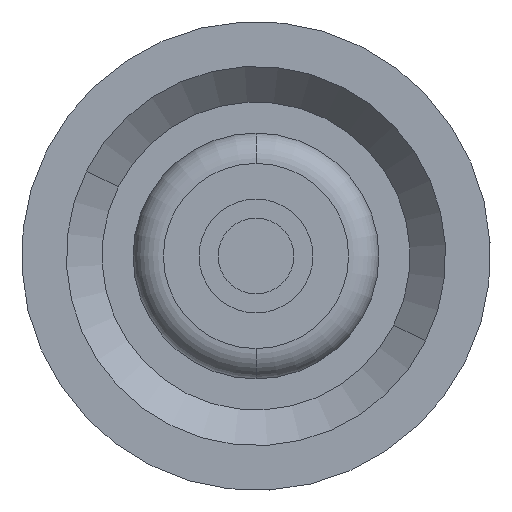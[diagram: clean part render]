
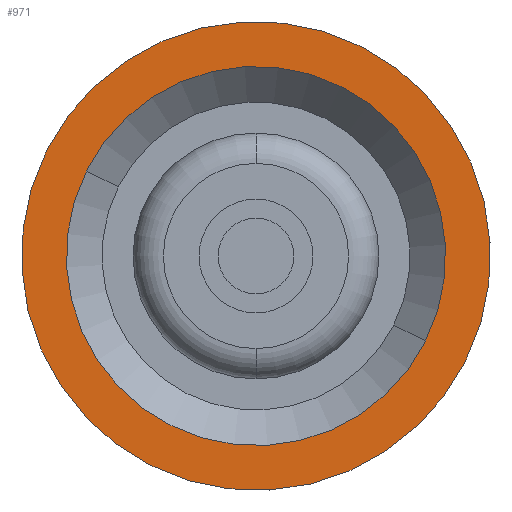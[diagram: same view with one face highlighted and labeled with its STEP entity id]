
A CAD part, front view. The second image highlights one B-rep face of the part: STEP entity #971.
In plain terms, the highlighted planar face has unit normal (0, -1, 0).
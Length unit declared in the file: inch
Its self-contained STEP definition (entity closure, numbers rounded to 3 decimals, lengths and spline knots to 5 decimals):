
#5 = VERTEX_POINT ( 'NONE', #803 ) ;
#20 = DIRECTION ( 'NONE',  ( 0.894, 0., -0.448 ) ) ;
#21 = ORIENTED_EDGE ( 'NONE', *, *, #810, .T. ) ;
#25 = CARTESIAN_POINT ( 'NONE',  ( 0., -0.145, 0. ) ) ;
#28 = DIRECTION ( 'NONE',  ( 0., -1., 0. ) ) ;
#47 = CIRCLE ( 'NONE', #846, 0.1545 ) ;
#65 = CARTESIAN_POINT ( 'NONE',  ( 0.05603, -0.145, 0.11174 ) ) ;
#78 = DIRECTION ( 'NONE',  ( -0.894, 0., 0.448 ) ) ;
#125 = CARTESIAN_POINT ( 'NONE',  ( 0., -0.145, 0. ) ) ;
#185 = VERTEX_POINT ( 'NONE', #942 ) ;
#255 = DIRECTION ( 'NONE',  ( 0., -1., 0. ) ) ;
#259 = CIRCLE ( 'NONE', #748, 0.125 ) ;
#263 = VERTEX_POINT ( 'NONE', #714 ) ;
#270 = ORIENTED_EDGE ( 'NONE', *, *, #711, .F. ) ;
#282 = EDGE_CURVE ( 'NONE', #185, #1000, #259, .T. ) ;
#295 = DIRECTION ( 'NONE',  ( 0.894, 0., -0.448 ) ) ;
#298 = FACE_OUTER_BOUND ( 'NONE', #420, .T. ) ;
#311 = AXIS2_PLACEMENT_3D ( 'NONE', #65, #805, #78 ) ;
#338 = DIRECTION ( 'NONE',  ( 0.894, 0., -0.448 ) ) ;
#371 = AXIS2_PLACEMENT_3D ( 'NONE', #841, #255, #338 ) ;
#373 = CIRCLE ( 'NONE', #371, 0.125 ) ;
#420 = EDGE_LOOP ( 'NONE', ( #529, #21 ) ) ;
#429 = CARTESIAN_POINT ( 'NONE',  ( 0., -0.145, 0. ) ) ;
#460 = DIRECTION ( 'NONE',  ( 0., -1., 0. ) ) ;
#506 = EDGE_CURVE ( 'NONE', #5, #263, #47, .T. ) ;
#529 = ORIENTED_EDGE ( 'NONE', *, *, #506, .T. ) ;
#669 = CIRCLE ( 'NONE', #785, 0.1545 ) ;
#711 = EDGE_CURVE ( 'NONE', #1000, #185, #373, .T. ) ;
#714 = CARTESIAN_POINT ( 'NONE',  ( -0.13811, -0.145, 0.06926 ) ) ;
#748 = AXIS2_PLACEMENT_3D ( 'NONE', #125, #460, #295 ) ;
#785 = AXIS2_PLACEMENT_3D ( 'NONE', #25, #28, #20 ) ;
#792 = DIRECTION ( 'NONE',  ( 0., -1., 0. ) ) ;
#803 = CARTESIAN_POINT ( 'NONE',  ( 0.13811, -0.145, -0.06926 ) ) ;
#805 = DIRECTION ( 'NONE',  ( 0., 1., 0. ) ) ;
#810 = EDGE_CURVE ( 'NONE', #263, #5, #669, .T. ) ;
#811 = DIRECTION ( 'NONE',  ( 0.894, 0., -0.448 ) ) ;
#841 = CARTESIAN_POINT ( 'NONE',  ( 0., -0.145, 0. ) ) ;
#846 = AXIS2_PLACEMENT_3D ( 'NONE', #429, #792, #811 ) ;
#887 = ORIENTED_EDGE ( 'NONE', *, *, #282, .F. ) ;
#894 = EDGE_LOOP ( 'NONE', ( #887, #270 ) ) ;
#942 = CARTESIAN_POINT ( 'NONE',  ( 0.11174, -0.145, -0.05603 ) ) ;
#961 = CARTESIAN_POINT ( 'NONE',  ( -0.11174, -0.145, 0.05603 ) ) ;
#966 = PLANE ( 'NONE',  #311 ) ;
#971 = ADVANCED_FACE ( 'NONE', ( #1013, #298 ), #966, .F. ) ;
#1000 = VERTEX_POINT ( 'NONE', #961 ) ;
#1013 = FACE_BOUND ( 'NONE', #894, .T. ) ;
